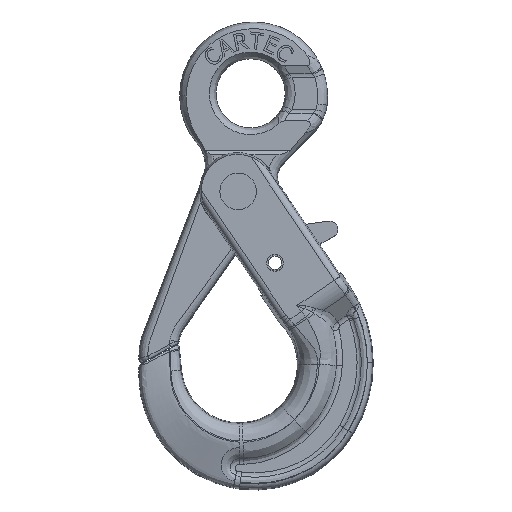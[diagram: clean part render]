
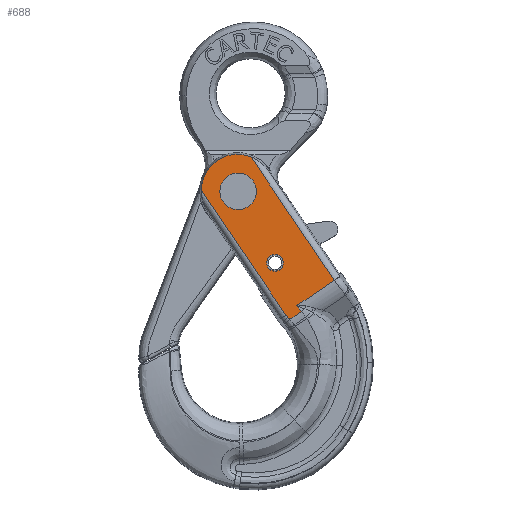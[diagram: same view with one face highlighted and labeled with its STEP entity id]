
A CAD part, top view. The second image highlights one B-rep face of the part: STEP entity #688.
In plain terms, the highlighted planar face has unit normal (0, 0, 1).
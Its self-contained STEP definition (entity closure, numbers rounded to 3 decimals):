
#688=ADVANCED_FACE('',(#1769,#1770,#1771),#1772,.F.);
#1769=FACE_OUTER_BOUND('',#3400,.T.);
#1770=FACE_BOUND('',#3401,.T.);
#1771=FACE_BOUND('',#3402,.T.);
#1772=PLANE('',#3403);
#3400=EDGE_LOOP('',(#24722,#24723,#24724,#24725,#24726,#24727,#24728,#24729,#24730));
#3401=EDGE_LOOP('',(#24731,#24732));
#3402=EDGE_LOOP('',(#24733,#24734));
#3403=AXIS2_PLACEMENT_3D('',#24735,#24736,#24737);
#24722=ORIENTED_EDGE('',*,*,#28022,.T.);
#24723=ORIENTED_EDGE('',*,*,#28068,.T.);
#24724=ORIENTED_EDGE('',*,*,#28077,.F.);
#24725=ORIENTED_EDGE('',*,*,#28078,.F.);
#24726=ORIENTED_EDGE('',*,*,#28079,.F.);
#24727=ORIENTED_EDGE('',*,*,#28080,.F.);
#24728=ORIENTED_EDGE('',*,*,#28081,.F.);
#24729=ORIENTED_EDGE('',*,*,#28082,.T.);
#24730=ORIENTED_EDGE('',*,*,#28061,.T.);
#24731=ORIENTED_EDGE('',*,*,#28083,.F.);
#24732=ORIENTED_EDGE('',*,*,#27959,.F.);
#24733=ORIENTED_EDGE('',*,*,#27949,.T.);
#24734=ORIENTED_EDGE('',*,*,#28084,.T.);
#24735=CARTESIAN_POINT('',(12.494,10.529,12.25));
#24736=DIRECTION('',(0.0,0.0,-1.0));
#24737=DIRECTION('',(0.0,-1.0,0.0));
#27949=EDGE_CURVE('',#29744,#29748,#29750,.T.);
#27959=EDGE_CURVE('',#29766,#29762,#29768,.F.);
#28022=EDGE_CURVE('',#29875,#29872,#29876,.T.);
#28061=EDGE_CURVE('',#29939,#29875,#29940,.F.);
#28068=EDGE_CURVE('',#29872,#29949,#29951,.T.);
#28077=EDGE_CURVE('',#29966,#29949,#29967,.F.);
#28078=EDGE_CURVE('',#29968,#29966,#29969,.T.);
#28079=EDGE_CURVE('',#29970,#29968,#29971,.F.);
#28080=EDGE_CURVE('',#29972,#29970,#29973,.F.);
#28081=EDGE_CURVE('',#29974,#29972,#29975,.T.);
#28082=EDGE_CURVE('',#29974,#29939,#29976,.T.);
#28083=EDGE_CURVE('',#29762,#29766,#29977,.F.);
#28084=EDGE_CURVE('',#29748,#29744,#29978,.T.);
#29744=VERTEX_POINT('',#32296);
#29748=VERTEX_POINT('',#32301);
#29750=CIRCLE('',#32304,2.55);
#29762=VERTEX_POINT('',#32318);
#29766=VERTEX_POINT('',#32323);
#29768=CIRCLE('',#32326,5.125);
#29872=VERTEX_POINT('',#32953);
#29875=VERTEX_POINT('',#32957);
#29876=CIRCLE('',#32958,10.928);
#29939=VERTEX_POINT('',#33232);
#29940=LINE('',#33233,#33234);
#29949=VERTEX_POINT('',#33245);
#29951=CIRCLE('',#33252,10.928);
#29966=VERTEX_POINT('',#33424);
#29967=LINE('',#33425,#33426);
#29968=VERTEX_POINT('',#33427);
#29969=CIRCLE('',#33428,5.096);
#29970=VERTEX_POINT('',#33429);
#29971=CIRCLE('',#33430,20.554);
#29972=VERTEX_POINT('',#33431);
#29973=LINE('',#33432,#33433);
#29974=VERTEX_POINT('',#33434);
#29975=B_SPLINE_CURVE_WITH_KNOTS('',3,(#33435,#33436,#33437,#33438,#33439,#33440,#33441,#33442,#33443,#33444,#33445,#33446,#33447,#33448,#33449,#33450,#33451,#33452,#33453,#33454,#33455,#33456,#33457,#33458,#33459,#33460,#33461,#33462,#33463,#33464,#33465,#33466,#33467,#33468),.UNSPECIFIED.,.F.,.F.,(4,3,3,3,3,3,3,3,3,3,3,4),(0.0,0.057,0.088,0.12,0.135,0.151,0.182,0.245,0.371,0.5,0.748,1.0),.UNSPECIFIED.);
#29976=LINE('',#33469,#33470);
#29977=CIRCLE('',#33471,5.125);
#29978=CIRCLE('',#33472,2.55);
#32296=CARTESIAN_POINT('',(8.309,30.935,12.25));
#32301=CARTESIAN_POINT('',(13.409,30.935,12.25));
#32304=AXIS2_PLACEMENT_3D('',#45463,#45464,#45465);
#32318=CARTESIAN_POINT('',(-5.504,52.674,12.25));
#32323=CARTESIAN_POINT('',(4.746,52.674,12.25));
#32326=AXIS2_PLACEMENT_3D('',#45479,#45480,#45481);
#32953=CARTESIAN_POINT('',(-11.532,53.005,12.25));
#32957=CARTESIAN_POINT('',(3.525,63.124,12.25));
#32958=AXIS2_PLACEMENT_3D('',#45557,#45558,#45559);
#33232=CARTESIAN_POINT('',(28.921,25.673,12.25));
#33233=CARTESIAN_POINT('',(6.925,58.11,12.25));
#33234=VECTOR('',#45609,39.192);
#33245=CARTESIAN_POINT('',(-11.531,52.914,12.25));
#33252=AXIS2_PLACEMENT_3D('',#45618,#45619,#45620);
#33424=CARTESIAN_POINT('',(14.148,15.046,12.25));
#33425=CARTESIAN_POINT('',(-8.131,47.9,12.25));
#33426=VECTOR('',#45627,39.696);
#33427=CARTESIAN_POINT('',(14.717,14.349,12.25));
#33428=AXIS2_PLACEMENT_3D('',#45628,#45629,#45630);
#33429=CARTESIAN_POINT('',(15.312,13.712,12.25));
#33430=AXIS2_PLACEMENT_3D('',#45631,#45632,#45633);
#33431=CARTESIAN_POINT('',(18.926,16.163,12.25));
#33432=CARTESIAN_POINT('',(15.312,13.712,12.25));
#33433=VECTOR('',#45634,4.366);
#33434=CARTESIAN_POINT('',(17.483,17.916,12.25));
#33435=CARTESIAN_POINT('',(17.483,17.916,12.25));
#33436=CARTESIAN_POINT('',(17.511,17.883,12.25));
#33437=CARTESIAN_POINT('',(17.539,17.851,12.25));
#33438=CARTESIAN_POINT('',(17.568,17.819,12.25));
#33439=CARTESIAN_POINT('',(17.584,17.801,12.25));
#33440=CARTESIAN_POINT('',(17.599,17.783,12.25));
#33441=CARTESIAN_POINT('',(17.615,17.765,12.25));
#33442=CARTESIAN_POINT('',(17.631,17.747,12.25));
#33443=CARTESIAN_POINT('',(17.646,17.729,12.25));
#33444=CARTESIAN_POINT('',(17.662,17.712,12.25));
#33445=CARTESIAN_POINT('',(17.67,17.703,12.25));
#33446=CARTESIAN_POINT('',(17.678,17.694,12.25));
#33447=CARTESIAN_POINT('',(17.686,17.685,12.25));
#33448=CARTESIAN_POINT('',(17.693,17.676,12.25));
#33449=CARTESIAN_POINT('',(17.701,17.667,12.25));
#33450=CARTESIAN_POINT('',(17.709,17.658,12.25));
#33451=CARTESIAN_POINT('',(17.725,17.64,12.25));
#33452=CARTESIAN_POINT('',(17.741,17.622,12.25));
#33453=CARTESIAN_POINT('',(17.756,17.604,12.25));
#33454=CARTESIAN_POINT('',(17.787,17.568,12.25));
#33455=CARTESIAN_POINT('',(17.819,17.533,12.25));
#33456=CARTESIAN_POINT('',(17.85,17.497,12.25));
#33457=CARTESIAN_POINT('',(17.912,17.424,12.25));
#33458=CARTESIAN_POINT('',(17.974,17.352,12.25));
#33459=CARTESIAN_POINT('',(18.035,17.279,12.25));
#33460=CARTESIAN_POINT('',(18.098,17.205,12.25));
#33461=CARTESIAN_POINT('',(18.16,17.13,12.25));
#33462=CARTESIAN_POINT('',(18.223,17.054,12.25));
#33463=CARTESIAN_POINT('',(18.342,16.91,12.25));
#33464=CARTESIAN_POINT('',(18.46,16.763,12.25));
#33465=CARTESIAN_POINT('',(18.576,16.616,12.25));
#33466=CARTESIAN_POINT('',(18.695,16.466,12.25));
#33467=CARTESIAN_POINT('',(18.811,16.315,12.25));
#33468=CARTESIAN_POINT('',(18.926,16.163,12.25));
#33469=CARTESIAN_POINT('',(17.483,17.916,12.25));
#33470=VECTOR('',#45635,13.821);
#33471=AXIS2_PLACEMENT_3D('',#45636,#45637,#45638);
#33472=AXIS2_PLACEMENT_3D('',#45639,#45640,#45641);
#45463=CARTESIAN_POINT('',(10.859,30.935,12.25));
#45464=DIRECTION('',(0.0,0.0,-1.0));
#45465=DIRECTION('',(-1.0,0.0,0.0));
#45479=CARTESIAN_POINT('',(-0.379,52.674,12.25));
#45480=DIRECTION('',(0.0,0.0,-1.0));
#45481=DIRECTION('',(-1.0,0.0,0.0));
#45557=CARTESIAN_POINT('',(-0.603,53.005,12.25));
#45558=DIRECTION('',(0.0,0.0,1.0));
#45559=DIRECTION('',(-1.0,0.0,0.0));
#45609=DIRECTION('',(0.561,-0.828,0.0));
#45618=CARTESIAN_POINT('',(-0.603,53.005,12.25));
#45619=DIRECTION('',(0.0,0.0,1.0));
#45620=DIRECTION('',(-1.0,0.0,0.0));
#45627=DIRECTION('',(0.561,-0.828,0.0));
#45628=CARTESIAN_POINT('',(18.365,17.906,12.25));
#45629=DIRECTION('',(0.0,0.0,-1.0));
#45630=DIRECTION('',(-1.0,0.0,0.0));
#45631=CARTESIAN_POINT('',(0.0,0.0,12.25));
#45632=DIRECTION('',(0.0,0.0,-1.0));
#45633=DIRECTION('',(-1.0,0.0,0.0));
#45634=DIRECTION('',(0.828,0.561,0.0));
#45635=DIRECTION('',(0.828,0.561,0.0));
#45636=CARTESIAN_POINT('',(-0.379,52.674,12.25));
#45637=DIRECTION('',(0.0,0.0,-1.0));
#45638=DIRECTION('',(-1.0,0.0,0.0));
#45639=CARTESIAN_POINT('',(10.859,30.935,12.25));
#45640=DIRECTION('',(0.0,0.0,-1.0));
#45641=DIRECTION('',(-1.0,0.0,0.0));
